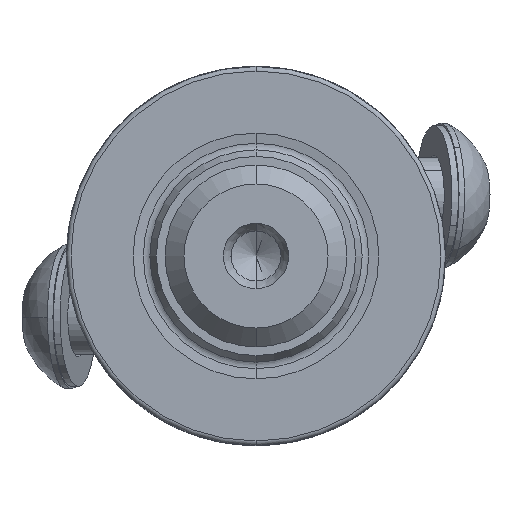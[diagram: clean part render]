
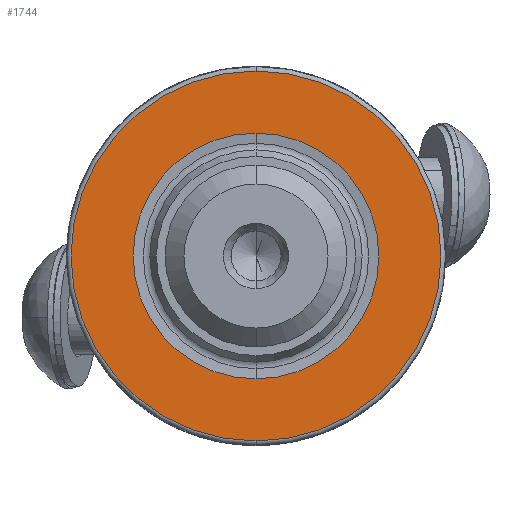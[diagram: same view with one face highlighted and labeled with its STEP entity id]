
A CAD part, left-side view. The second image highlights one B-rep face of the part: STEP entity #1744.
In plain terms, the highlighted planar face has unit normal (-1, 0, 0).
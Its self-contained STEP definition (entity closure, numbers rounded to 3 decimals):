
#37 = CARTESIAN_POINT ( 'NONE',  ( 0., 0., 0. ) ) ;
#212 = VERTEX_POINT ( 'NONE', #8358 ) ;
#906 = DIRECTION ( 'NONE',  ( 0., 0., -1. ) ) ;
#1106 = CARTESIAN_POINT ( 'NONE',  ( 0., 8.103, 0. ) ) ;
#1217 = CIRCLE ( 'NONE', #6048, 8.103 ) ;
#1301 = DIRECTION ( 'NONE',  ( 0., 0., 1. ) ) ;
#1311 = DIRECTION ( 'NONE',  ( -1., 0., 0. ) ) ;
#1337 = PLANE ( 'NONE',  #6402 ) ;
#1588 = EDGE_CURVE ( 'NONE', #6904, #212, #1217, .T. ) ;
#1744 = ADVANCED_FACE ( 'NONE', ( #2485, #6572 ), #1337, .T. ) ;
#2041 = ORIENTED_EDGE ( 'NONE', *, *, #9023, .F. ) ;
#2120 = AXIS2_PLACEMENT_3D ( 'NONE', #37, #6167, #906 ) ;
#2156 = CIRCLE ( 'NONE', #10882, 12.2 ) ;
#2485 = FACE_BOUND ( 'NONE', #2971, .T. ) ;
#2971 = EDGE_LOOP ( 'NONE', ( #6162, #8487 ) ) ;
#3256 = DIRECTION ( 'NONE',  ( 1., 0., 0. ) ) ;
#3595 = AXIS2_PLACEMENT_3D ( 'NONE', #8467, #3256, #9337 ) ;
#3675 = VERTEX_POINT ( 'NONE', #8760 ) ;
#3701 = EDGE_LOOP ( 'NONE', ( #11060, #2041 ) ) ;
#3773 = CARTESIAN_POINT ( 'NONE',  ( 0., 0., -12.2 ) ) ;
#3802 = CARTESIAN_POINT ( 'NONE',  ( 0., 0., 0. ) ) ;
#3822 = DIRECTION ( 'NONE',  ( 0., 0., -1. ) ) ;
#4660 = DIRECTION ( 'NONE',  ( 0., 0., -1. ) ) ;
#5553 = CARTESIAN_POINT ( 'NONE',  ( 0., 0., 8.103 ) ) ;
#6048 = AXIS2_PLACEMENT_3D ( 'NONE', #7380, #7335, #3822 ) ;
#6162 = ORIENTED_EDGE ( 'NONE', *, *, #1588, .T. ) ;
#6167 = DIRECTION ( 'NONE',  ( 1., 0., 0. ) ) ;
#6402 = AXIS2_PLACEMENT_3D ( 'NONE', #1106, #1311, #1301 ) ;
#6572 = FACE_OUTER_BOUND ( 'NONE', #3701, .T. ) ;
#6869 = VERTEX_POINT ( 'NONE', #3773 ) ;
#6904 = VERTEX_POINT ( 'NONE', #5553 ) ;
#7335 = DIRECTION ( 'NONE',  ( 1., 0., 0. ) ) ;
#7380 = CARTESIAN_POINT ( 'NONE',  ( 0., 0., 0. ) ) ;
#8073 = EDGE_CURVE ( 'NONE', #6869, #3675, #11227, .T. ) ;
#8358 = CARTESIAN_POINT ( 'NONE',  ( 0., 0., -8.103 ) ) ;
#8467 = CARTESIAN_POINT ( 'NONE',  ( 0., 0., 0. ) ) ;
#8487 = ORIENTED_EDGE ( 'NONE', *, *, #8874, .T. ) ;
#8760 = CARTESIAN_POINT ( 'NONE',  ( 0., 0., 12.2 ) ) ;
#8874 = EDGE_CURVE ( 'NONE', #212, #6904, #10750, .T. ) ;
#9023 = EDGE_CURVE ( 'NONE', #3675, #6869, #2156, .T. ) ;
#9337 = DIRECTION ( 'NONE',  ( 0., 0., -1. ) ) ;
#9874 = DIRECTION ( 'NONE',  ( 1., 0., 0. ) ) ;
#10750 = CIRCLE ( 'NONE', #2120, 8.103 ) ;
#10882 = AXIS2_PLACEMENT_3D ( 'NONE', #3802, #9874, #4660 ) ;
#11060 = ORIENTED_EDGE ( 'NONE', *, *, #8073, .F. ) ;
#11227 = CIRCLE ( 'NONE', #3595, 12.2 ) ;
